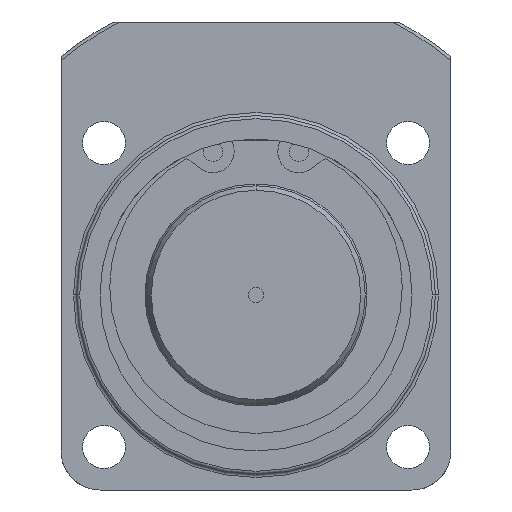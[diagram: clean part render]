
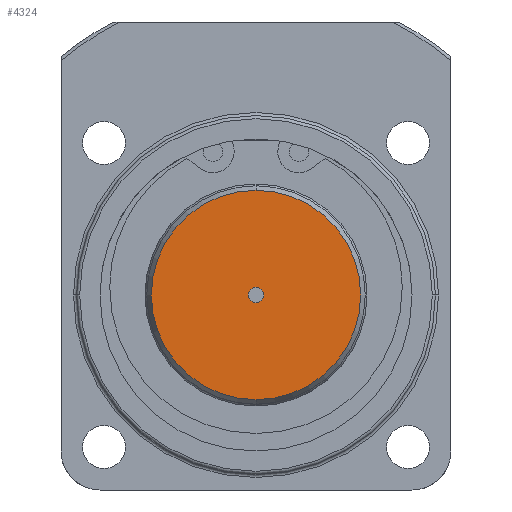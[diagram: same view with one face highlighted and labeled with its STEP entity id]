
A CAD part, front view. The second image highlights one B-rep face of the part: STEP entity #4324.
In plain terms, the highlighted planar face has unit normal (0, -1, 0).
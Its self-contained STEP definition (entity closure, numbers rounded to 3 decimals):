
#384 = EDGE_CURVE ( 'NONE', #4108, #4067, #4968, .T. ) ;
#2794 = CARTESIAN_POINT ( 'NONE',  ( 0., -43.5, -1. ) ) ;
#2797 = CARTESIAN_POINT ( 'NONE',  ( 0., -43.5, 13.423 ) ) ;
#3097 = PLANE ( 'NONE',  #5860 ) ;
#3098 = CARTESIAN_POINT ( 'NONE',  ( -13.423, -43.5, 0. ) ) ;
#3099 = DIRECTION ( 'NONE',  ( 0., 1., 0. ) ) ;
#3100 = DIRECTION ( 'NONE',  ( 0., 0., 1. ) ) ;
#3299 = CARTESIAN_POINT ( 'NONE',  ( 0., -43.5, 0. ) ) ;
#3300 = DIRECTION ( 'NONE',  ( 0., 1., 0. ) ) ;
#3301 = DIRECTION ( 'NONE',  ( 0., 0., 1. ) ) ;
#3302 = CARTESIAN_POINT ( 'NONE',  ( 0., -43.5, 0. ) ) ;
#3303 = DIRECTION ( 'NONE',  ( 0., -1., 0. ) ) ;
#3304 = DIRECTION ( 'NONE',  ( 0., 0., -1. ) ) ;
#3498 = ORIENTED_EDGE ( 'NONE', *, *, #11148, .T. ) ;
#3499 = ORIENTED_EDGE ( 'NONE', *, *, #384, .T. ) ;
#3501 = ORIENTED_EDGE ( 'NONE', *, *, #4385, .T. ) ;
#3503 = ORIENTED_EDGE ( 'NONE', *, *, #4386, .T. ) ;
#4045 = VERTEX_POINT ( 'NONE', #10197 ) ;
#4067 = VERTEX_POINT ( 'NONE', #10219 ) ;
#4108 = VERTEX_POINT ( 'NONE', #2794 ) ;
#4111 = VERTEX_POINT ( 'NONE', #2797 ) ;
#4324 = ADVANCED_FACE ( 'NONE', ( #5852, #5858 ), #3097, .F. ) ;
#4385 = EDGE_CURVE ( 'NONE', #4067, #4108, #5025, .T. ) ;
#4386 = EDGE_CURVE ( 'NONE', #4111, #4045, #5026, .T. ) ;
#4968 = CIRCLE ( 'NONE', #9054, 1. ) ;
#5025 = CIRCLE ( 'NONE', #5994, 1. ) ;
#5026 = CIRCLE ( 'NONE', #5989, 13.423 ) ;
#5378 = EDGE_LOOP ( 'NONE', ( #3503, #3498 ) ) ;
#5380 = EDGE_LOOP ( 'NONE', ( #3501, #3499 ) ) ;
#5852 = FACE_BOUND ( 'NONE', #5380, .T. ) ;
#5858 = FACE_OUTER_BOUND ( 'NONE', #5378, .T. ) ;
#5860 = AXIS2_PLACEMENT_3D ( 'NONE', #3098, #3099, #3100 ) ;
#5989 = AXIS2_PLACEMENT_3D ( 'NONE', #3302, #3303, #3304 ) ;
#5994 = AXIS2_PLACEMENT_3D ( 'NONE', #3299, #3300, #3301 ) ;
#7167 = CIRCLE ( 'NONE', #7937, 13.423 ) ;
#7937 = AXIS2_PLACEMENT_3D ( 'NONE', #8053, #8055, #8057 ) ;
#8053 = CARTESIAN_POINT ( 'NONE',  ( 0., -43.5, 0. ) ) ;
#8055 = DIRECTION ( 'NONE',  ( 0., -1., 0. ) ) ;
#8057 = DIRECTION ( 'NONE',  ( 0., 0., -1. ) ) ;
#9054 = AXIS2_PLACEMENT_3D ( 'NONE', #10146, #10153, #10154 ) ;
#10146 = CARTESIAN_POINT ( 'NONE',  ( 0., -43.5, 0. ) ) ;
#10153 = DIRECTION ( 'NONE',  ( 0., 1., 0. ) ) ;
#10154 = DIRECTION ( 'NONE',  ( 0., 0., 1. ) ) ;
#10197 = CARTESIAN_POINT ( 'NONE',  ( 0., -43.5, -13.423 ) ) ;
#10219 = CARTESIAN_POINT ( 'NONE',  ( 0., -43.5, 1. ) ) ;
#11148 = EDGE_CURVE ( 'NONE', #4045, #4111, #7167, .T. ) ;
